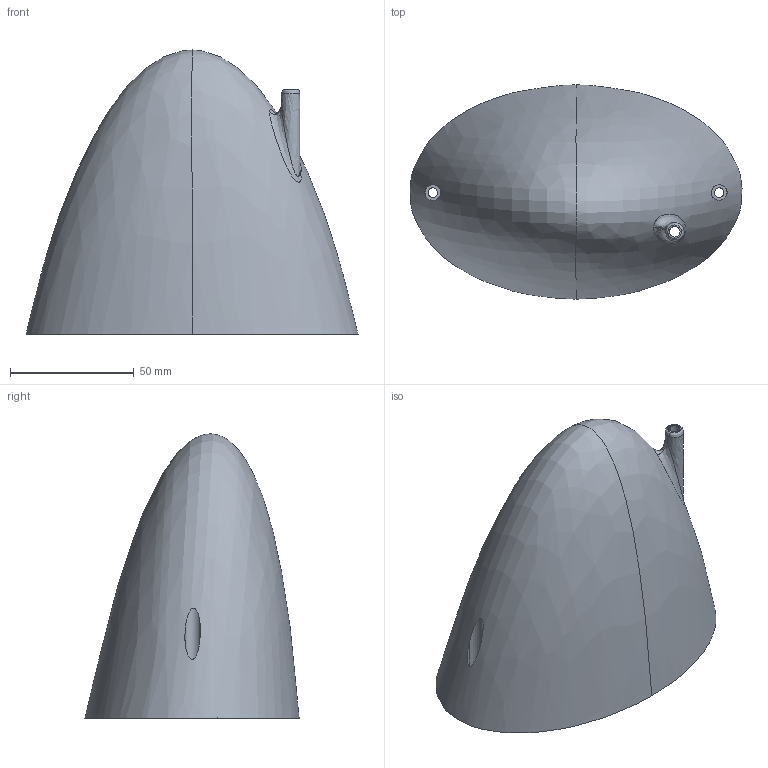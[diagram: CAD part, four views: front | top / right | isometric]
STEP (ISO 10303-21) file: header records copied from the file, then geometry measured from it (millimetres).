
FILE_DESCRIPTION (( 'STEP AP214' ), '1' );
FILE_NAME ('EXPLORA_VTOL_FUSELAGE_1.STEP', '2022-10-24T09:01:20', ( '' ), ( '' ), 'SwSTEP 2.0', 'SolidWorks 2021', '' );
FILE_SCHEMA (( 'AUTOMOTIVE_DESIGN' ));
Length unit declared in the file: millimetre
Products named in the file (1): EXPLORA_VTOL_FUSELAGE_1
Bounding box: 134.09 x 86.52 x 114.79 mm (x, y, z)
Volume: 81758.7 mm3; surface area: 61423.5 mm2
Topology: 1 solids, 1 shells, 82 faces, 216 edges, 138 vertices
Faces by surface type: bspline 47, cylinder 22, plane 13
Entity records: 13273 total; most frequent: CARTESIAN_POINT 11633, ORIENTED_EDGE 430, EDGE_CURVE 215, DIRECTION 160, B_SPLINE_CURVE_WITH_KNOTS 156, VERTEX_POINT 138, EDGE_LOOP 93, FACE_OUTER_BOUND 82
